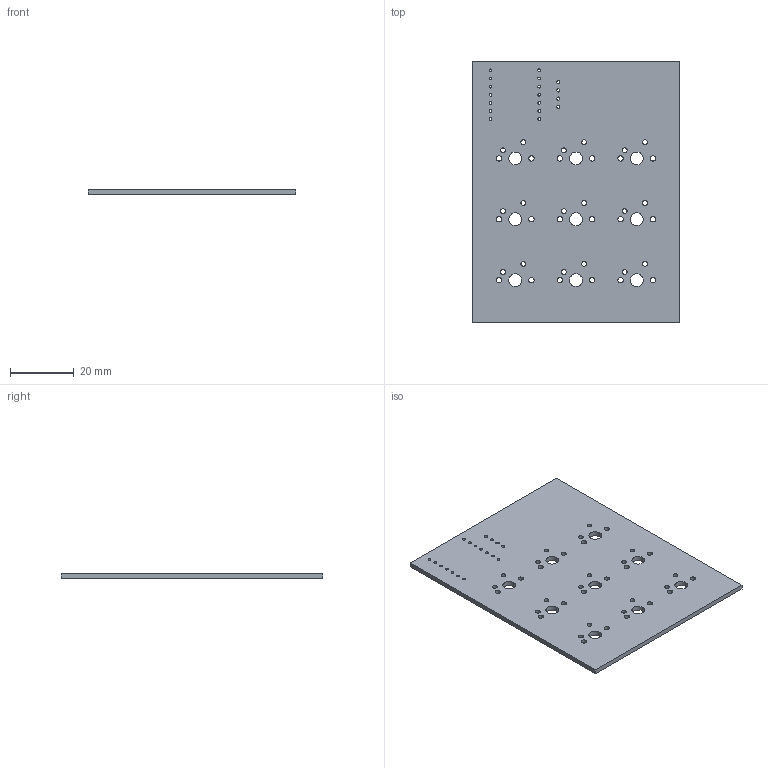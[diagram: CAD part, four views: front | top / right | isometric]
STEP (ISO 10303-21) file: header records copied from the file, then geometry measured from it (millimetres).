
FILE_DESCRIPTION(('KiCad electronic assembly'),'2;1');
FILE_NAME('pcb.step','2025-12-20T16:29:33',('Pcbnew'),('Kicad'), 'Open CASCADE STEP processor 7.9','KiCad to STEP converter','Unknown' );
FILE_SCHEMA(('AUTOMOTIVE_DESIGN { 1 0 10303 214 1 1 1 1 }'));
Length unit declared in the file: millimetre
Products named in the file (2): pcb 1; macropad_PCB
Assembly tree (1 placements, depth 2):
  pcb 1
    macropad_PCB
Bounding box: 65 x 82 x 1.51 mm (x, y, z)
Volume: 7749.9 mm3; surface area: 11230.8 mm2
Topology: 1 solids, 1 shells, 69 faces, 201 edges, 134 vertices
Faces by surface type: cylinder 63, plane 6
Full cylindrical faces by diameter (mm): 0.889 x14, 1 x4, 1.5 x18, 1.7 x18, 4 x9
Entity records: 2650 total; most frequent: DIRECTION 469, CARTESIAN_POINT 406, ORIENTED_EDGE 402, EDGE_CURVE 201, AXIS2_PLACEMENT_3D 197, FACE_BOUND 195, EDGE_LOOP 195, VERTEX_POINT 134
